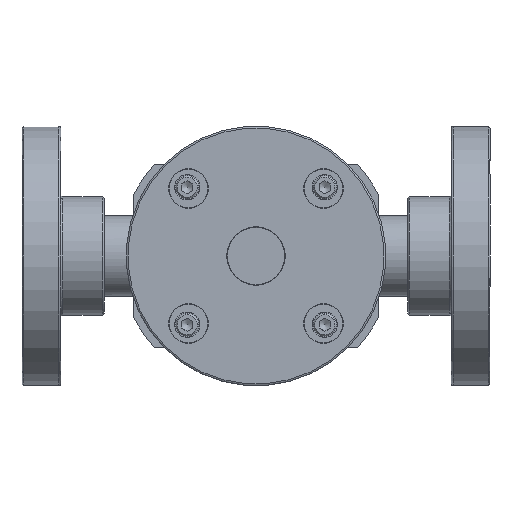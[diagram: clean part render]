
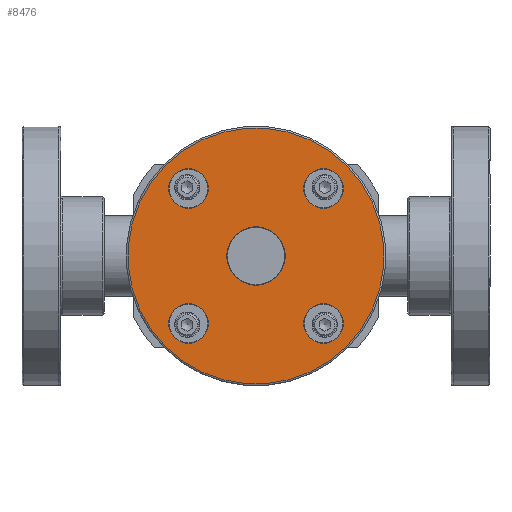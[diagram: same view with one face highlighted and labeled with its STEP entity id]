
A CAD part, front view. The second image highlights one B-rep face of the part: STEP entity #8476.
In plain terms, the highlighted planar face has unit normal (0, -1, 0).
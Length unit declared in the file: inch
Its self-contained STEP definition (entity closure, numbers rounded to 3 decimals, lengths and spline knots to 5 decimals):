
#8370=CARTESIAN_POINT('',(-1.48139,-1.83,1.48139));
#8371=VERTEX_POINT('',#8370);
#8372=CARTESIAN_POINT('',(0.,-1.83,0.));
#8373=DIRECTION('',(0.,1.0,0.));
#8374=DIRECTION('',(0.707,0.,-0.707));
#8375=AXIS2_PLACEMENT_3D('',#8372,#8373,#8374);
#8376=CIRCLE('',#8375,2.095);
#8377=EDGE_CURVE('',#8371,#8371,#8376,.T.);
#8413=CARTESIAN_POINT('',(-0.91676,-1.83,0.91676));
#8414=DIRECTION('',(0.0,-1.0,0.0));
#8415=DIRECTION('',(0.707,0.0,0.707));
#8416=AXIS2_PLACEMENT_3D('',#8413,#8414,#8415);
#8417=PLANE('',#8416);
#8418=ORIENTED_EDGE('',*,*,#8377,.F.);
#8419=EDGE_LOOP('',(#8418));
#8420=FACE_OUTER_BOUND('',#8419,.T.);
#8421=CARTESIAN_POINT('',(0.87504,-1.83,1.33466));
#8422=VERTEX_POINT('',#8421);
#8423=CARTESIAN_POINT('',(1.10485,-1.83,1.10485));
#8424=DIRECTION('',(0.,-1.,0.));
#8425=DIRECTION('',(0.707,0.,-0.707));
#8426=AXIS2_PLACEMENT_3D('',#8423,#8424,#8425);
#8427=CIRCLE('',#8426,0.325);
#8428=EDGE_CURVE('',#8422,#8422,#8427,.T.);
#8429=ORIENTED_EDGE('',*,*,#8428,.F.);
#8430=EDGE_LOOP('',(#8429));
#8431=FACE_BOUND('',#8430,.T.);
#8432=CARTESIAN_POINT('',(1.33466,-1.83,-0.87504));
#8433=VERTEX_POINT('',#8432);
#8434=CARTESIAN_POINT('',(1.10485,-1.83,-1.10485));
#8435=DIRECTION('',(0.,-1.,0.));
#8436=DIRECTION('',(-0.707,0.,-0.707));
#8437=AXIS2_PLACEMENT_3D('',#8434,#8435,#8436);
#8438=CIRCLE('',#8437,0.325);
#8439=EDGE_CURVE('',#8433,#8433,#8438,.T.);
#8440=ORIENTED_EDGE('',*,*,#8439,.F.);
#8441=EDGE_LOOP('',(#8440));
#8442=FACE_BOUND('',#8441,.T.);
#8443=CARTESIAN_POINT('',(-0.87504,-1.83,-1.33466));
#8444=VERTEX_POINT('',#8443);
#8445=CARTESIAN_POINT('',(-1.10485,-1.83,-1.10485));
#8446=DIRECTION('',(0.,-1.,0.));
#8447=DIRECTION('',(-0.707,0.,0.707));
#8448=AXIS2_PLACEMENT_3D('',#8445,#8446,#8447);
#8449=CIRCLE('',#8448,0.325);
#8450=EDGE_CURVE('',#8444,#8444,#8449,.T.);
#8451=ORIENTED_EDGE('',*,*,#8450,.F.);
#8452=EDGE_LOOP('',(#8451));
#8453=FACE_BOUND('',#8452,.T.);
#8454=CARTESIAN_POINT('',(-0.338,-1.83,0.338));
#8455=VERTEX_POINT('',#8454);
#8456=CARTESIAN_POINT('',(0.,-1.83,0.));
#8457=DIRECTION('',(0.,-1.0,0.));
#8458=DIRECTION('',(0.707,0.,-0.707));
#8459=AXIS2_PLACEMENT_3D('',#8456,#8457,#8458);
#8460=CIRCLE('',#8459,0.478);
#8461=EDGE_CURVE('',#8455,#8455,#8460,.T.);
#8462=ORIENTED_EDGE('',*,*,#8461,.F.);
#8463=EDGE_LOOP('',(#8462));
#8464=FACE_BOUND('',#8463,.T.);
#8465=CARTESIAN_POINT('',(-1.33466,-1.83,0.87504));
#8466=VERTEX_POINT('',#8465);
#8467=CARTESIAN_POINT('',(-1.10485,-1.83,1.10485));
#8468=DIRECTION('',(0.,-1.,0.));
#8469=DIRECTION('',(0.707,0.,0.707));
#8470=AXIS2_PLACEMENT_3D('',#8467,#8468,#8469);
#8471=CIRCLE('',#8470,0.325);
#8472=EDGE_CURVE('',#8466,#8466,#8471,.T.);
#8473=ORIENTED_EDGE('',*,*,#8472,.F.);
#8474=EDGE_LOOP('',(#8473));
#8475=FACE_BOUND('',#8474,.T.);
#8476=ADVANCED_FACE('',(#8420,#8431,#8442,#8453,#8464,#8475),#8417,.T.);
